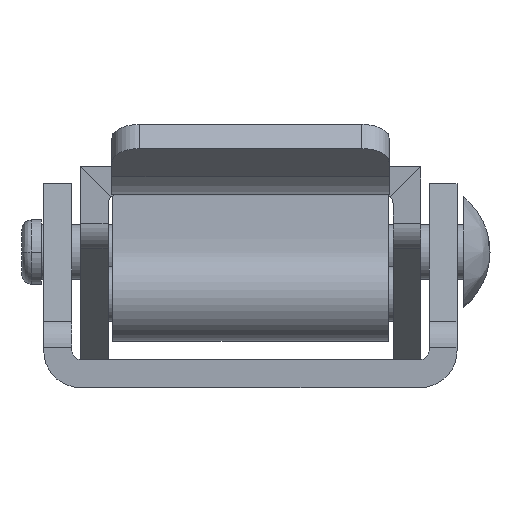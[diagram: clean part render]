
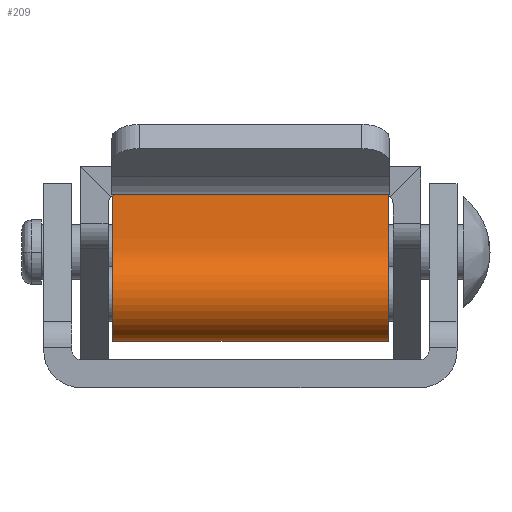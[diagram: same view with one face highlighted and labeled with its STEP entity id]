
A CAD part, left-side view. The second image highlights one B-rep face of the part: STEP entity #209.
In plain terms, the highlighted free-form (B-spline) face has degree [2, 1] with [15, 2] control points.
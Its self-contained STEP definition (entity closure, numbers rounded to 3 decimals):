
#21=B_SPLINE_CURVE_WITH_KNOTS('',1,(#3086,#3087),.UNSPECIFIED.,.F.,.F.,
(2,2),(0.,15.),.UNSPECIFIED.);
#209=ADVANCED_FACE('',(#326),#2001,.T.);
#326=FACE_OUTER_BOUND('',#446,.T.);
#446=EDGE_LOOP('',(#668,#669,#670,#671));
#668=ORIENTED_EDGE('',*,*,#1203,.T.);
#669=ORIENTED_EDGE('',*,*,#1204,.T.);
#670=ORIENTED_EDGE('',*,*,#1205,.F.);
#671=ORIENTED_EDGE('',*,*,#1201,.F.);
#1201=EDGE_CURVE('',#1736,#1737,#21,.T.);
#1203=EDGE_CURVE('',#1736,#1738,#1662,.T.);
#1204=EDGE_CURVE('',#1738,#1739,#1663,.T.);
#1205=EDGE_CURVE('',#1737,#1739,#1664,.T.);
#1662=(
BOUNDED_CURVE()
B_SPLINE_CURVE(2,(#3090,#3091,#3092,#3093,#3094,#3095,#3096,#3097,#3098,
#3099,#3100,#3101,#3102,#3103,#3104),.UNSPECIFIED.,.F.,.F.)
B_SPLINE_CURVE_WITH_KNOTS((3,2,2,2,2,2,2,3),(329.002,331.331,
333.661,390.501,393.832,397.164,400.496,
403.827),.UNSPECIFIED.)
CURVE()
GEOMETRIC_REPRESENTATION_ITEM()
RATIONAL_B_SPLINE_CURVE((1.,0.834,1.,0.834,1.,0.898,
1.,0.798,1.,0.798,1.,0.798,1.,0.798,
1.))
REPRESENTATION_ITEM('')
);
#1663=(
BOUNDED_CURVE()
B_SPLINE_CURVE(1,(#3105,#3106),.UNSPECIFIED.,.F.,.F.)
B_SPLINE_CURVE_WITH_KNOTS((2,2),(0.,15.),.UNSPECIFIED.)
CURVE()
GEOMETRIC_REPRESENTATION_ITEM()
RATIONAL_B_SPLINE_CURVE((1.,1.))
REPRESENTATION_ITEM('')
);
#1664=(
BOUNDED_CURVE()
B_SPLINE_CURVE(2,(#3107,#3108,#3109,#3110,#3111,#3112,#3113,#3114,#3115,
#3116,#3117,#3118,#3119,#3120,#3121),.UNSPECIFIED.,.F.,.F.)
B_SPLINE_CURVE_WITH_KNOTS((3,2,2,2,2,2,2,3),(329.002,331.331,
333.661,390.501,393.832,397.164,400.496,
403.827),.UNSPECIFIED.)
CURVE()
GEOMETRIC_REPRESENTATION_ITEM()
RATIONAL_B_SPLINE_CURVE((1.,0.834,1.,0.834,1.,0.898,
1.,0.798,1.,0.798,1.,0.798,1.,0.798,
1.))
REPRESENTATION_ITEM('')
);
#1736=VERTEX_POINT('',#3018);
#1737=VERTEX_POINT('',#3019);
#1738=VERTEX_POINT('',#3020);
#1739=VERTEX_POINT('',#3021);
#2001=(
BOUNDED_SURFACE()
B_SPLINE_SURFACE(2,1,((#2972,#2973),(#2974,#2975),(#2976,#2977),(#2978,
#2979),(#2980,#2981),(#2982,#2983),(#2984,#2985),(#2986,#2987),(#2988,#2989),
(#2990,#2991),(#2992,#2993),(#2994,#2995),(#2996,#2997),(#2998,#2999),(#3000,
#3001)),.UNSPECIFIED.,.F.,.F.,.F.)
B_SPLINE_SURFACE_WITH_KNOTS((3,2,2,2,2,2,2,3),(2,2),(329.002,331.331,
333.661,390.501,393.832,397.164,400.496,
403.827),(0.,15.),.UNSPECIFIED.)
GEOMETRIC_REPRESENTATION_ITEM()
RATIONAL_B_SPLINE_SURFACE(((1.,1.),(0.834,0.834),
(1.,1.),(0.834,0.834),(1.,1.),(0.898,
0.898),(1.,1.),(0.798,0.798),(1.,1.),
(0.798,0.798),(1.,1.),(0.798,0.798),
(1.,1.),(0.798,0.798),(1.,1.)))
REPRESENTATION_ITEM('')
SURFACE()
);
#2972=CARTESIAN_POINT('',(47.897,16.75,14.131));
#2973=CARTESIAN_POINT('',(47.897,1.75,14.131));
#2974=CARTESIAN_POINT('',(49.135,16.75,14.584));
#2975=CARTESIAN_POINT('',(49.135,1.75,14.584));
#2976=CARTESIAN_POINT('',(49.201,16.75,15.901));
#2977=CARTESIAN_POINT('',(49.201,1.75,15.901));
#2978=CARTESIAN_POINT('',(49.266,16.75,17.218));
#2979=CARTESIAN_POINT('',(49.266,1.75,17.218));
#2980=CARTESIAN_POINT('',(48.079,16.75,17.792));
#2981=CARTESIAN_POINT('',(48.079,1.75,17.792));
#2982=CARTESIAN_POINT('',(20.567,16.75,31.095));
#2983=CARTESIAN_POINT('',(20.567,1.75,31.095));
#2984=CARTESIAN_POINT('',(-6.819,16.75,17.536));
#2985=CARTESIAN_POINT('',(-6.819,1.75,17.536));
#2986=CARTESIAN_POINT('',(-8.563,16.75,16.672));
#2987=CARTESIAN_POINT('',(-8.563,1.75,16.672));
#2988=CARTESIAN_POINT('',(-8.207,16.75,14.76));
#2989=CARTESIAN_POINT('',(-8.207,1.75,14.76));
#2990=CARTESIAN_POINT('',(-7.851,16.75,12.847));
#2991=CARTESIAN_POINT('',(-7.851,1.75,12.847));
#2992=CARTESIAN_POINT('',(-5.914,16.75,12.668));
#2993=CARTESIAN_POINT('',(-5.914,1.75,12.668));
#2994=CARTESIAN_POINT('',(-3.976,16.75,12.49));
#2995=CARTESIAN_POINT('',(-3.976,1.75,12.49));
#2996=CARTESIAN_POINT('',(-3.277,16.75,14.305));
#2997=CARTESIAN_POINT('',(-3.277,1.75,14.305));
#2998=CARTESIAN_POINT('',(-2.578,16.75,16.121));
#2999=CARTESIAN_POINT('',(-2.578,1.75,16.121));
#3000=CARTESIAN_POINT('',(-4.134,16.75,17.288));
#3001=CARTESIAN_POINT('',(-4.134,1.75,17.288));
#3018=CARTESIAN_POINT('',(47.897,16.75,14.131));
#3019=CARTESIAN_POINT('',(47.897,1.75,14.131));
#3020=CARTESIAN_POINT('',(-4.134,16.75,17.288));
#3021=CARTESIAN_POINT('',(-4.134,1.75,17.288));
#3086=CARTESIAN_POINT('',(47.897,16.75,14.131));
#3087=CARTESIAN_POINT('',(47.897,1.75,14.131));
#3090=CARTESIAN_POINT('',(47.897,16.75,14.131));
#3091=CARTESIAN_POINT('',(49.135,16.75,14.584));
#3092=CARTESIAN_POINT('',(49.201,16.75,15.901));
#3093=CARTESIAN_POINT('',(49.266,16.75,17.218));
#3094=CARTESIAN_POINT('',(48.079,16.75,17.792));
#3095=CARTESIAN_POINT('',(20.567,16.75,31.095));
#3096=CARTESIAN_POINT('',(-6.819,16.75,17.536));
#3097=CARTESIAN_POINT('',(-8.563,16.75,16.672));
#3098=CARTESIAN_POINT('',(-8.207,16.75,14.76));
#3099=CARTESIAN_POINT('',(-7.851,16.75,12.847));
#3100=CARTESIAN_POINT('',(-5.914,16.75,12.668));
#3101=CARTESIAN_POINT('',(-3.976,16.75,12.49));
#3102=CARTESIAN_POINT('',(-3.277,16.75,14.305));
#3103=CARTESIAN_POINT('',(-2.578,16.75,16.121));
#3104=CARTESIAN_POINT('',(-4.134,16.75,17.288));
#3105=CARTESIAN_POINT('',(-4.134,16.75,17.288));
#3106=CARTESIAN_POINT('',(-4.134,1.75,17.288));
#3107=CARTESIAN_POINT('',(47.897,1.75,14.131));
#3108=CARTESIAN_POINT('',(49.135,1.75,14.584));
#3109=CARTESIAN_POINT('',(49.201,1.75,15.901));
#3110=CARTESIAN_POINT('',(49.266,1.75,17.218));
#3111=CARTESIAN_POINT('',(48.079,1.75,17.792));
#3112=CARTESIAN_POINT('',(20.567,1.75,31.095));
#3113=CARTESIAN_POINT('',(-6.819,1.75,17.536));
#3114=CARTESIAN_POINT('',(-8.563,1.75,16.672));
#3115=CARTESIAN_POINT('',(-8.207,1.75,14.76));
#3116=CARTESIAN_POINT('',(-7.851,1.75,12.847));
#3117=CARTESIAN_POINT('',(-5.914,1.75,12.668));
#3118=CARTESIAN_POINT('',(-3.976,1.75,12.49));
#3119=CARTESIAN_POINT('',(-3.277,1.75,14.305));
#3120=CARTESIAN_POINT('',(-2.578,1.75,16.121));
#3121=CARTESIAN_POINT('',(-4.134,1.75,17.288));
